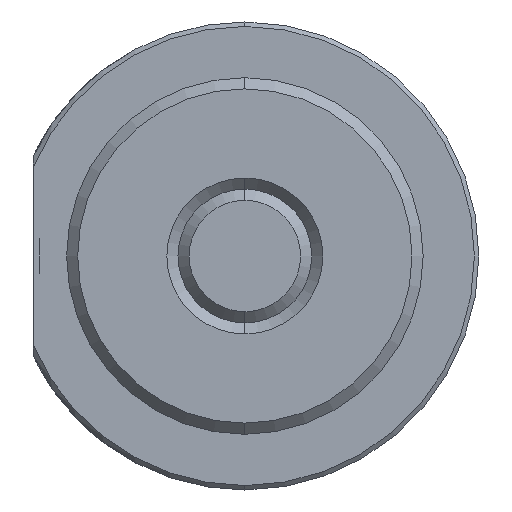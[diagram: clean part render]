
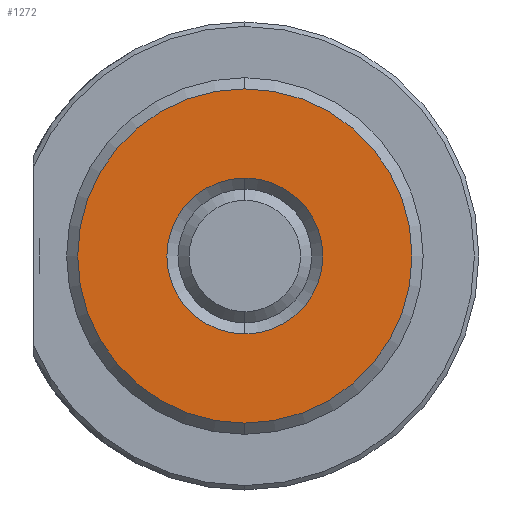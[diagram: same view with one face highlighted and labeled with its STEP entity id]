
A CAD part, left-side view. The second image highlights one B-rep face of the part: STEP entity #1272.
In plain terms, the highlighted planar face has unit normal (-1, 0, 0).
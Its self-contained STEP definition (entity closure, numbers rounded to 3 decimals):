
#8 = AXIS2_PLACEMENT_3D ( 'NONE', #2124, #2125, #2126 ) ;
#97 = VERTEX_POINT ( 'NONE', #1651 ) ;
#101 = VERTEX_POINT ( 'NONE', #1663 ) ;
#260 = EDGE_CURVE ( 'NONE', #101, #97, #3115, .T. ) ;
#279 = EDGE_CURVE ( 'NONE', #954, #946, #3140, .T. ) ;
#285 = EDGE_CURVE ( 'NONE', #97, #101, #3148, .T. ) ;
#331 = EDGE_CURVE ( 'NONE', #946, #954, #3212, .T. ) ;
#514 = EDGE_LOOP ( 'NONE', ( #595, #590 ) ) ;
#547 = ORIENTED_EDGE ( 'NONE', *, *, #331, .T. ) ;
#583 = ORIENTED_EDGE ( 'NONE', *, *, #279, .T. ) ;
#590 = ORIENTED_EDGE ( 'NONE', *, *, #260, .T. ) ;
#595 = ORIENTED_EDGE ( 'NONE', *, *, #285, .T. ) ;
#798 = EDGE_LOOP ( 'NONE', ( #547, #583 ) ) ;
#946 = VERTEX_POINT ( 'NONE', #2397 ) ;
#954 = VERTEX_POINT ( 'NONE', #2405 ) ;
#996 = AXIS2_PLACEMENT_3D ( 'NONE', #2173, #2174, #2175 ) ;
#1001 = AXIS2_PLACEMENT_3D ( 'NONE', #2190, #2192, #2193 ) ;
#1025 = AXIS2_PLACEMENT_3D ( 'NONE', #2359, #2366, #2367 ) ;
#1137 = AXIS2_PLACEMENT_3D ( 'NONE', #2806, #2808, #2809 ) ;
#1272 = ADVANCED_FACE ( 'NONE', ( #1394, #1398 ), #2807, .F. ) ;
#1394 = FACE_BOUND ( 'NONE', #798, .T. ) ;
#1398 = FACE_OUTER_BOUND ( 'NONE', #514, .T. ) ;
#1651 = CARTESIAN_POINT ( 'NONE',  ( 0., 0., -7.5 ) ) ;
#1663 = CARTESIAN_POINT ( 'NONE',  ( 0., 0., 7.5 ) ) ;
#2124 = CARTESIAN_POINT ( 'NONE',  ( 0., 0., 0. ) ) ;
#2125 = DIRECTION ( 'NONE',  ( -1., 0., 0. ) ) ;
#2126 = DIRECTION ( 'NONE',  ( 0., 0., -1. ) ) ;
#2173 = CARTESIAN_POINT ( 'NONE',  ( 0., 0., 0. ) ) ;
#2174 = DIRECTION ( 'NONE',  ( 1., 0., 0. ) ) ;
#2175 = DIRECTION ( 'NONE',  ( 0., 0., -1. ) ) ;
#2190 = CARTESIAN_POINT ( 'NONE',  ( 0., 0., 0. ) ) ;
#2192 = DIRECTION ( 'NONE',  ( -1., 0., 0. ) ) ;
#2193 = DIRECTION ( 'NONE',  ( 0., 0., -1. ) ) ;
#2359 = CARTESIAN_POINT ( 'NONE',  ( 0., 0., 0. ) ) ;
#2366 = DIRECTION ( 'NONE',  ( 1., 0., 0. ) ) ;
#2367 = DIRECTION ( 'NONE',  ( 0., 0., -1. ) ) ;
#2397 = CARTESIAN_POINT ( 'NONE',  ( 0., 0., 3.5 ) ) ;
#2405 = CARTESIAN_POINT ( 'NONE',  ( 0., 0., -3.5 ) ) ;
#2806 = CARTESIAN_POINT ( 'NONE',  ( 0., 3., 0. ) ) ;
#2807 = PLANE ( 'NONE',  #1137 ) ;
#2808 = DIRECTION ( 'NONE',  ( 1., 0., 0. ) ) ;
#2809 = DIRECTION ( 'NONE',  ( 0., 0., -1. ) ) ;
#3115 = CIRCLE ( 'NONE', #8, 7.5 ) ;
#3140 = CIRCLE ( 'NONE', #996, 3.5 ) ;
#3148 = CIRCLE ( 'NONE', #1001, 7.5 ) ;
#3212 = CIRCLE ( 'NONE', #1025, 3.5 ) ;
